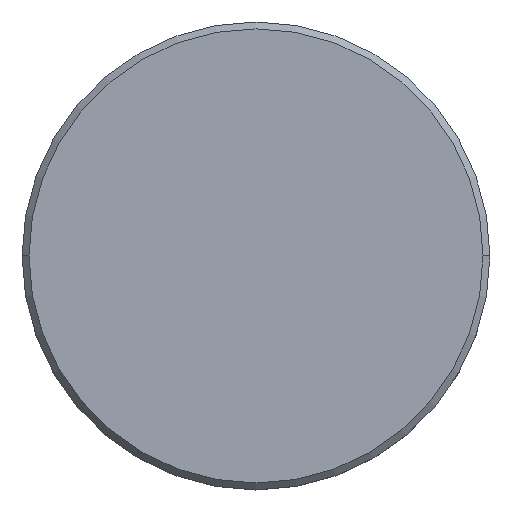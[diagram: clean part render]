
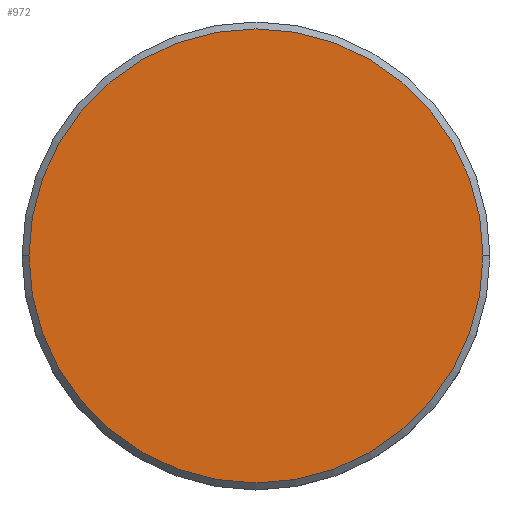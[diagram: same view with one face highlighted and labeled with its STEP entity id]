
A CAD part, top view. The second image highlights one B-rep face of the part: STEP entity #972.
In plain terms, the highlighted planar face has unit normal (0, 0, 1).
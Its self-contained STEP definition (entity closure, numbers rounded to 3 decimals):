
#30 = AXIS2_PLACEMENT_3D ( 'NONE', #495, #289, #1023 ) ;
#82 = AXIS2_PLACEMENT_3D ( 'NONE', #183, #533, #821 ) ;
#86 = DIRECTION ( 'NONE',  ( 1., 0., 0. ) ) ;
#183 = CARTESIAN_POINT ( 'NONE',  ( 0., 0., 0. ) ) ;
#289 = DIRECTION ( 'NONE',  ( 0., 0., 1. ) ) ;
#381 = EDGE_LOOP ( 'NONE', ( #863, #408 ) ) ;
#408 = ORIENTED_EDGE ( 'NONE', *, *, #842, .T. ) ;
#456 = EDGE_CURVE ( 'NONE', #1069, #835, #603, .T. ) ;
#463 = FACE_OUTER_BOUND ( 'NONE', #381, .T. ) ;
#495 = CARTESIAN_POINT ( 'NONE',  ( 0., 0., 0. ) ) ;
#533 = DIRECTION ( 'NONE',  ( 0., 0., 1. ) ) ;
#546 = CARTESIAN_POINT ( 'NONE',  ( 0., 0., 0. ) ) ;
#549 = DIRECTION ( 'NONE',  ( 0., 0., 1. ) ) ;
#603 = CIRCLE ( 'NONE', #30, 16.5 ) ;
#648 = PLANE ( 'NONE',  #1169 ) ;
#821 = DIRECTION ( 'NONE',  ( 1., 0., 0. ) ) ;
#835 = VERTEX_POINT ( 'NONE', #919 ) ;
#842 = EDGE_CURVE ( 'NONE', #835, #1069, #935, .T. ) ;
#863 = ORIENTED_EDGE ( 'NONE', *, *, #456, .T. ) ;
#919 = CARTESIAN_POINT ( 'NONE',  ( 16.5, 0., 0. ) ) ;
#935 = CIRCLE ( 'NONE', #82, 16.5 ) ;
#972 = ADVANCED_FACE ( 'NONE', ( #463 ), #648, .T. ) ;
#1023 = DIRECTION ( 'NONE',  ( 1., 0., 0. ) ) ;
#1069 = VERTEX_POINT ( 'NONE', #1146 ) ;
#1146 = CARTESIAN_POINT ( 'NONE',  ( -16.5, 0., 0. ) ) ;
#1169 = AXIS2_PLACEMENT_3D ( 'NONE', #546, #549, #86 ) ;
